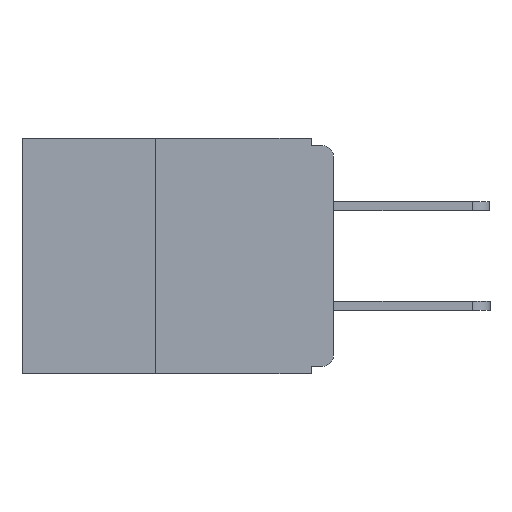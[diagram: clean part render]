
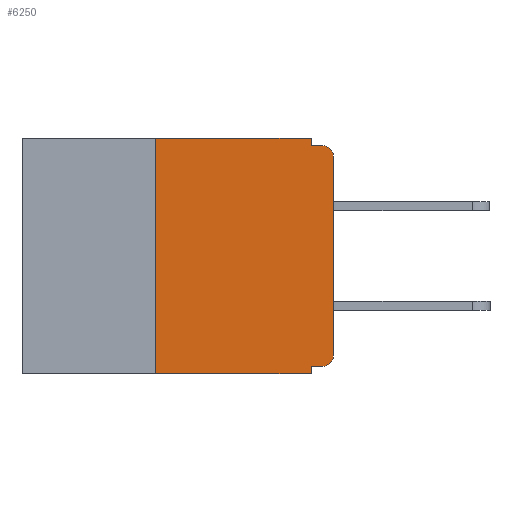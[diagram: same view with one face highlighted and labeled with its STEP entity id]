
A CAD part, left-side view. The second image highlights one B-rep face of the part: STEP entity #6250.
In plain terms, the highlighted planar face has unit normal (-1, 0, 0).
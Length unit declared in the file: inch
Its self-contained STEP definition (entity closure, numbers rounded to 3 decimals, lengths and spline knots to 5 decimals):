
#363 = EDGE_LOOP ( 'NONE', ( #25162, #4255, #1379, #17083, #16009, #24312, #3246, #11379, #5087, #3015 ) ) ;
#562 = EDGE_CURVE ( 'NONE', #13736, #16201, #21540, .T. ) ;
#605 = EDGE_CURVE ( 'NONE', #1612, #14393, #3861, .T. ) ;
#676 = CARTESIAN_POINT ( 'NONE',  ( 0., 0.437, -0.33 ) ) ;
#945 = LINE ( 'NONE', #12195, #12132 ) ;
#1379 = ORIENTED_EDGE ( 'NONE', *, *, #12774, .F. ) ;
#1612 = VERTEX_POINT ( 'NONE', #3497 ) ;
#1791 = LINE ( 'NONE', #21544, #7473 ) ;
#1812 = VECTOR ( 'NONE', #17323, 39.37008 ) ;
#1956 = LINE ( 'NONE', #16913, #17206 ) ;
#2192 = CARTESIAN_POINT ( 'NONE',  ( 0., 0.031, 0. ) ) ;
#2791 = VERTEX_POINT ( 'NONE', #13404 ) ;
#3015 = ORIENTED_EDGE ( 'NONE', *, *, #15691, .T. ) ;
#3201 = LINE ( 'NONE', #676, #1812 ) ;
#3246 = ORIENTED_EDGE ( 'NONE', *, *, #14870, .T. ) ;
#3409 = CARTESIAN_POINT ( 'NONE',  ( 0., 0.031, -0.32 ) ) ;
#3497 = CARTESIAN_POINT ( 'NONE',  ( 0., 0., -0.025 ) ) ;
#3861 = CIRCLE ( 'NONE', #14185, 0.015 ) ;
#4255 = ORIENTED_EDGE ( 'NONE', *, *, #605, .T. ) ;
#4496 = DIRECTION ( 'NONE',  ( -1., 0., 0. ) ) ;
#4979 = EDGE_CURVE ( 'NONE', #12867, #2791, #1956, .T. ) ;
#5087 = ORIENTED_EDGE ( 'NONE', *, *, #23216, .F. ) ;
#5169 = DIRECTION ( 'NONE',  ( 0., 0., 1. ) ) ;
#5388 = CARTESIAN_POINT ( 'NONE',  ( 0., 0.031, -0.01 ) ) ;
#6062 = DIRECTION ( 'NONE',  ( 0., -1., 0. ) ) ;
#6203 = DIRECTION ( 'NONE',  ( 0., 0., -1. ) ) ;
#6250 = ADVANCED_FACE ( 'NONE', ( #19829 ), #10320, .F. ) ;
#7436 = CARTESIAN_POINT ( 'NONE',  ( 0., 0.015, -0.32 ) ) ;
#7473 = VECTOR ( 'NONE', #5169, 39.37008 ) ;
#7774 = AXIS2_PLACEMENT_3D ( 'NONE', #9502, #9325, #9319 ) ;
#8094 = VERTEX_POINT ( 'NONE', #7436 ) ;
#8113 = CARTESIAN_POINT ( 'NONE',  ( 0., 0.25, -0.33 ) ) ;
#8668 = CARTESIAN_POINT ( 'NONE',  ( 0., 0.25, -0.33 ) ) ;
#8701 = CIRCLE ( 'NONE', #25458, 0.015 ) ;
#8826 = VERTEX_POINT ( 'NONE', #8113 ) ;
#9319 = DIRECTION ( 'NONE',  ( 0., 0., -1. ) ) ;
#9322 = DIRECTION ( 'NONE',  ( -1., 0., 0. ) ) ;
#9325 = DIRECTION ( 'NONE',  ( 1., 0., 0. ) ) ;
#9502 = CARTESIAN_POINT ( 'NONE',  ( 0., 0.437, 0. ) ) ;
#9677 = CARTESIAN_POINT ( 'NONE',  ( 0., 0.015, -0.025 ) ) ;
#9746 = CARTESIAN_POINT ( 'NONE',  ( 0., 0.015, -0.01 ) ) ;
#10129 = VECTOR ( 'NONE', #6062, 39.37008 ) ;
#10320 = PLANE ( 'NONE',  #7774 ) ;
#10674 = VECTOR ( 'NONE', #25990, 39.37008 ) ;
#10761 = LINE ( 'NONE', #26142, #10129 ) ;
#10892 = EDGE_CURVE ( 'NONE', #2791, #25043, #21453, .T. ) ;
#11379 = ORIENTED_EDGE ( 'NONE', *, *, #562, .F. ) ;
#12132 = VECTOR ( 'NONE', #26140, 39.37008 ) ;
#12195 = CARTESIAN_POINT ( 'NONE',  ( 0., 0., -0.32 ) ) ;
#12608 = DIRECTION ( 'NONE',  ( 0., 0., -1. ) ) ;
#12774 = EDGE_CURVE ( 'NONE', #25043, #14393, #10761, .T. ) ;
#12867 = VERTEX_POINT ( 'NONE', #22984 ) ;
#13404 = CARTESIAN_POINT ( 'NONE',  ( 0., 0.031, 0. ) ) ;
#13736 = VERTEX_POINT ( 'NONE', #3409 ) ;
#14185 = AXIS2_PLACEMENT_3D ( 'NONE', #9677, #9322, #6203 ) ;
#14285 = CARTESIAN_POINT ( 'NONE',  ( 0., 0.031, -0.33 ) ) ;
#14393 = VERTEX_POINT ( 'NONE', #9746 ) ;
#14843 = DIRECTION ( 'NONE',  ( 0., 0., 1. ) ) ;
#14870 = EDGE_CURVE ( 'NONE', #8826, #16201, #3201, .T. ) ;
#15691 = EDGE_CURVE ( 'NONE', #8094, #19836, #8701, .T. ) ;
#15792 = CARTESIAN_POINT ( 'NONE',  ( 0., 0.031, -0.33 ) ) ;
#16009 = ORIENTED_EDGE ( 'NONE', *, *, #4979, .F. ) ;
#16201 = VERTEX_POINT ( 'NONE', #14285 ) ;
#16817 = CARTESIAN_POINT ( 'NONE',  ( 0., 0.015, -0.305 ) ) ;
#16913 = CARTESIAN_POINT ( 'NONE',  ( 0., 0.437, 0. ) ) ;
#17083 = ORIENTED_EDGE ( 'NONE', *, *, #10892, .F. ) ;
#17206 = VECTOR ( 'NONE', #17847, 39.37008 ) ;
#17323 = DIRECTION ( 'NONE',  ( 0., -1., 0. ) ) ;
#17847 = DIRECTION ( 'NONE',  ( 0., -1., 0. ) ) ;
#18911 = DIRECTION ( 'NONE',  ( 0., 0., -1. ) ) ;
#19349 = EDGE_CURVE ( 'NONE', #8826, #12867, #24563, .T. ) ;
#19829 = FACE_OUTER_BOUND ( 'NONE', #363, .T. ) ;
#19836 = VERTEX_POINT ( 'NONE', #26388 ) ;
#20004 = VECTOR ( 'NONE', #14843, 39.37008 ) ;
#20222 = VECTOR ( 'NONE', #12608, 39.37008 ) ;
#21453 = LINE ( 'NONE', #2192, #20222 ) ;
#21540 = LINE ( 'NONE', #15792, #10674 ) ;
#21544 = CARTESIAN_POINT ( 'NONE',  ( 0., 0., 0. ) ) ;
#22984 = CARTESIAN_POINT ( 'NONE',  ( 0., 0.25, 0. ) ) ;
#23216 = EDGE_CURVE ( 'NONE', #8094, #13736, #945, .T. ) ;
#24312 = ORIENTED_EDGE ( 'NONE', *, *, #19349, .F. ) ;
#24563 = LINE ( 'NONE', #8668, #20004 ) ;
#25043 = VERTEX_POINT ( 'NONE', #5388 ) ;
#25162 = ORIENTED_EDGE ( 'NONE', *, *, #25577, .T. ) ;
#25458 = AXIS2_PLACEMENT_3D ( 'NONE', #16817, #4496, #18911 ) ;
#25577 = EDGE_CURVE ( 'NONE', #19836, #1612, #1791, .T. ) ;
#25990 = DIRECTION ( 'NONE',  ( 0., 0., -1. ) ) ;
#26140 = DIRECTION ( 'NONE',  ( 0., 1., 0. ) ) ;
#26142 = CARTESIAN_POINT ( 'NONE',  ( 0., 0., -0.01 ) ) ;
#26388 = CARTESIAN_POINT ( 'NONE',  ( 0., 0., -0.305 ) ) ;
